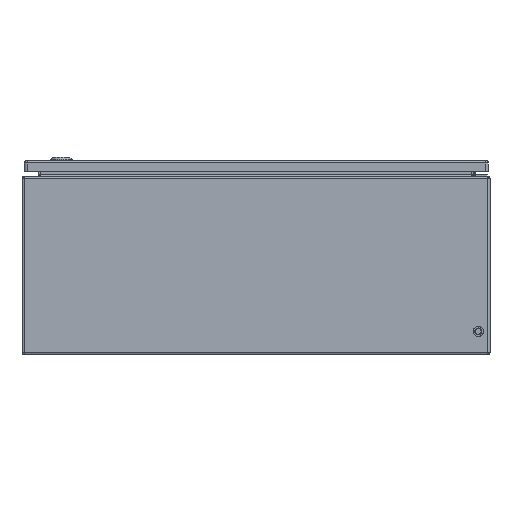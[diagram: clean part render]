
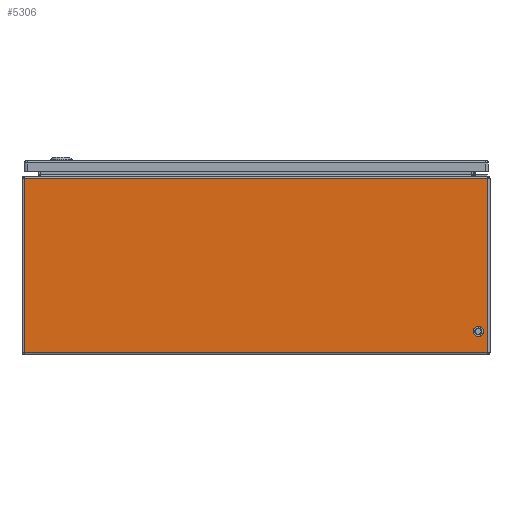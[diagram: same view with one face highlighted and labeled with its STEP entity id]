
A CAD part, front view. The second image highlights one B-rep face of the part: STEP entity #5306.
In plain terms, the highlighted planar face has unit normal (0, -1, 0).
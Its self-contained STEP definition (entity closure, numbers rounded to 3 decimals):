
#2226=FACE_BOUND('',#7639,.T.);
#2227=FACE_BOUND('',#7640,.T.);
#3005=LINE('',#24735,#4172);
#3006=LINE('',#24739,#4173);
#3007=LINE('',#24741,#4174);
#3008=LINE('',#24743,#4175);
#4172=VECTOR('',#20091,1.);
#4173=VECTOR('',#20096,1.);
#4174=VECTOR('',#20097,1.);
#4175=VECTOR('',#20098,1.);
#5306=ADVANCED_FACE('F141',(#2226,#2227),#6216,.T.);
#6216=PLANE('',#18022);
#7639=EDGE_LOOP('',(#9080,#9081,#9082,#9083));
#7640=EDGE_LOOP('',(#9084));
#9080=ORIENTED_EDGE('',*,*,#14966,.T.);
#9081=ORIENTED_EDGE('',*,*,#14967,.T.);
#9082=ORIENTED_EDGE('',*,*,#14968,.T.);
#9083=ORIENTED_EDGE('',*,*,#14964,.T.);
#9084=ORIENTED_EDGE('',*,*,#14947,.T.);
#13432=VERTEX_POINT('',#24691);
#13443=VERTEX_POINT('',#24732);
#13444=VERTEX_POINT('',#24736);
#13445=VERTEX_POINT('',#24740);
#13446=VERTEX_POINT('',#24742);
#14947=EDGE_CURVE('E317',#13432,#13432,#17130,.T.);
#14964=EDGE_CURVE('E275',#13443,#13444,#3005,.T.);
#14966=EDGE_CURVE('E269',#13444,#13445,#3006,.T.);
#14967=EDGE_CURVE('E280',#13445,#13446,#3007,.T.);
#14968=EDGE_CURVE('E281',#13446,#13443,#3008,.T.);
#17130=CIRCLE('',#18003,4.5);
#18003=AXIS2_PLACEMENT_3D('',#24693,#20051,#20052);
#18022=AXIS2_PLACEMENT_3D('',#24744,#20099,#20100);
#20051=DIRECTION('',(0.,1.,0.));
#20052=DIRECTION('',(0.,0.,1.));
#20091=DIRECTION('',(0.,0.,-1.));
#20096=DIRECTION('',(1.,0.,0.));
#20097=DIRECTION('',(0.,0.,1.));
#20098=DIRECTION('',(-1.,0.,0.));
#20099=DIRECTION('',(0.,-1.,0.));
#20100=DIRECTION('',(1.,0.,0.));
#24691=CARTESIAN_POINT('',(-508.096,-373.801,27.941));
#24693=CARTESIAN_POINT('',(-512.596,-373.801,27.941));
#24732=CARTESIAN_POINT('',(-1094.796,-373.801,224.141));
#24735=CARTESIAN_POINT('',(-1094.796,-373.801,112.441));
#24736=CARTESIAN_POINT('',(-1094.796,-373.801,0.741));
#24739=CARTESIAN_POINT('',(-797.596,-373.801,0.741));
#24740=CARTESIAN_POINT('',(-500.396,-373.801,0.741));
#24741=CARTESIAN_POINT('',(-500.396,-373.801,112.441));
#24742=CARTESIAN_POINT('',(-500.396,-373.801,224.141));
#24743=CARTESIAN_POINT('',(-797.596,-373.801,224.141));
#24744=CARTESIAN_POINT('',(-1097.596,-373.801,-2.059));
